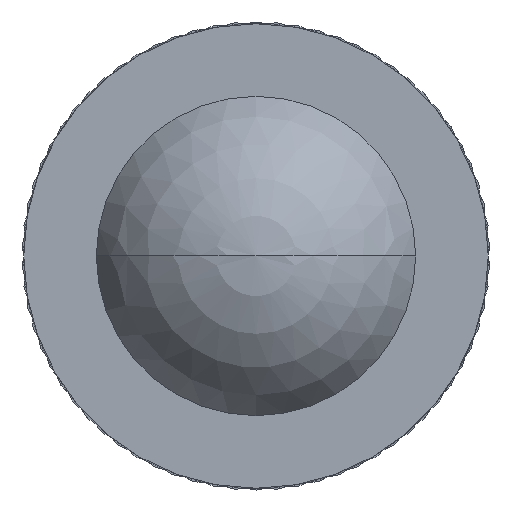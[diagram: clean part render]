
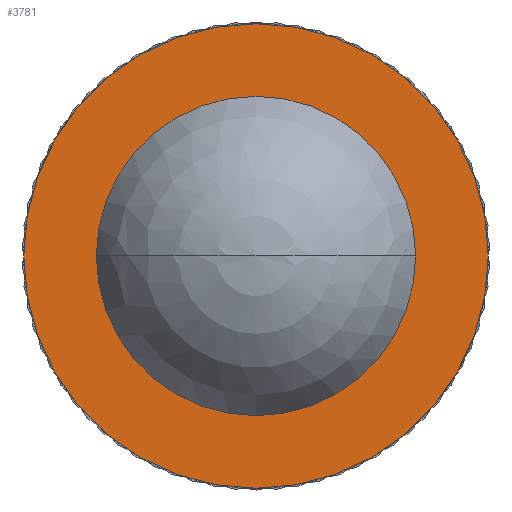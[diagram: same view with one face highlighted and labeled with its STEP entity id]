
A CAD part, left-side view. The second image highlights one B-rep face of the part: STEP entity #3781.
In plain terms, the highlighted planar face has unit normal (-1, 0, 0).
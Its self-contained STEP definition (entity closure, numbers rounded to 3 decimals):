
#1785=VERTEX_POINT('',#5095);
#2233=EDGE_CURVE('',#3299,#2735,#5601,.T.);
#2251=EDGE_CURVE('',#2735,#3299,#5620,.T.);
#2721=EDGE_CURVE('',#3553,#4865,#6138,.T.);
#2735=VERTEX_POINT('',#6152);
#3299=VERTEX_POINT('',#6780);
#3409=EDGE_CURVE('',#1785,#3553,#6898,.T.);
#3553=VERTEX_POINT('',#7063);
#3781=ADVANCED_FACE('',(#7313,#7314),#7315,.T.);
#3877=EDGE_CURVE('',#4865,#1785,#7426,.T.);
#4865=VERTEX_POINT('',#8532);
#5095=CARTESIAN_POINT('',(0.9,-1.375,0.));
#5601=CIRCLE('',#9500,2.);
#5620=CIRCLE('',#9525,2.);
#6138=CIRCLE('',#10235,1.375);
#6152=CARTESIAN_POINT('',(0.9,2.,0.));
#6780=CARTESIAN_POINT('',(0.9,-2.,0.));
#6898=CIRCLE('',#11298,1.375);
#7063=CARTESIAN_POINT('',(0.9,1.375,0.));
#7313=FACE_BOUND('',#11863,.T.);
#7314=FACE_OUTER_BOUND('',#11864,.T.);
#7315=PLANE('',#11865);
#7426=CIRCLE('',#12013,1.375);
#8532=CARTESIAN_POINT('',(0.9,0.,1.375));
#9500=AXIS2_PLACEMENT_3D('',#14395,#14396,#14397);
#9525=AXIS2_PLACEMENT_3D('',#14416,#14417,#14418);
#10235=AXIS2_PLACEMENT_3D('',#15024,#15025,#15026);
#11298=AXIS2_PLACEMENT_3D('',#15969,#15970,#15971);
#11863=EDGE_LOOP('',(#16504,#16505,#16506));
#11864=EDGE_LOOP('',(#16507,#16508));
#11865=AXIS2_PLACEMENT_3D('',#16509,#16510,#16511);
#12013=AXIS2_PLACEMENT_3D('',#16655,#16656,#16657);
#14395=CARTESIAN_POINT('',(0.9,0.,0.));
#14396=DIRECTION('',(-1.0,-0.0,0.0));
#14397=DIRECTION('',(0.0,-1.0,0.));
#14416=CARTESIAN_POINT('',(0.9,0.,0.));
#14417=DIRECTION('',(-1.0,-0.0,0.0));
#14418=DIRECTION('',(0.0,-1.0,0.));
#15024=CARTESIAN_POINT('',(0.9,0.,0.));
#15025=DIRECTION('',(1.0,0.0,0.0));
#15026=DIRECTION('',(0.0,0.0,-1.0));
#15969=CARTESIAN_POINT('',(0.9,0.,0.));
#15970=DIRECTION('',(1.0,0.0,0.0));
#15971=DIRECTION('',(0.0,0.0,-1.0));
#16504=ORIENTED_EDGE('',*,*,#3877,.T.);
#16505=ORIENTED_EDGE('',*,*,#3409,.T.);
#16506=ORIENTED_EDGE('',*,*,#2721,.T.);
#16507=ORIENTED_EDGE('',*,*,#2233,.T.);
#16508=ORIENTED_EDGE('',*,*,#2251,.T.);
#16509=CARTESIAN_POINT('',(0.9,-1.,0.));
#16510=DIRECTION('',(-1.0,0.0,0.0));
#16511=DIRECTION('',(0.0,1.0,0.0));
#16655=CARTESIAN_POINT('',(0.9,0.,0.));
#16656=DIRECTION('',(1.0,0.0,0.0));
#16657=DIRECTION('',(0.0,0.0,-1.0));
